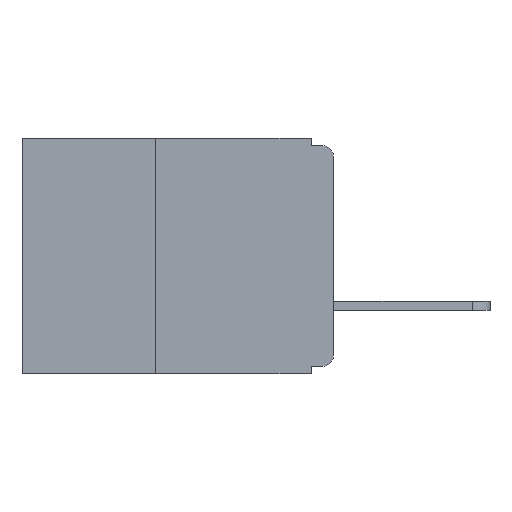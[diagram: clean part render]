
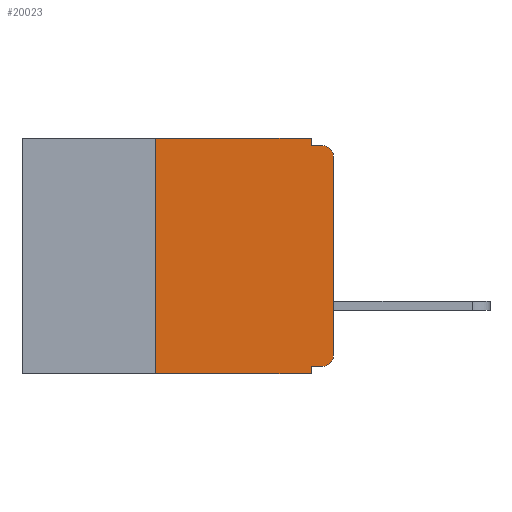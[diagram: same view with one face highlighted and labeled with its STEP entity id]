
A CAD part, left-side view. The second image highlights one B-rep face of the part: STEP entity #20023.
In plain terms, the highlighted planar face has unit normal (-1, 0, 0).
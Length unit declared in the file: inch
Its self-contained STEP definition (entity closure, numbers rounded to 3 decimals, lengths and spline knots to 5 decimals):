
#13 = VERTEX_POINT ( 'NONE', #16834 ) ;
#20 = CARTESIAN_POINT ( 'NONE',  ( 0., 0., -0.305 ) ) ;
#402 = CARTESIAN_POINT ( 'NONE',  ( 0., 0., -0.01 ) ) ;
#511 = ORIENTED_EDGE ( 'NONE', *, *, #18920, .T. ) ;
#544 = VECTOR ( 'NONE', #3502, 39.37008 ) ;
#1681 = DIRECTION ( 'NONE',  ( -1., 0., 0. ) ) ;
#1780 = CIRCLE ( 'NONE', #13515, 0.015 ) ;
#2322 = LINE ( 'NONE', #8004, #7250 ) ;
#2586 = CARTESIAN_POINT ( 'NONE',  ( 0., 0.031, -0.32 ) ) ;
#2938 = ORIENTED_EDGE ( 'NONE', *, *, #23446, .T. ) ;
#3389 = VECTOR ( 'NONE', #4776, 39.37008 ) ;
#3502 = DIRECTION ( 'NONE',  ( 0., -1., 0. ) ) ;
#3964 = VERTEX_POINT ( 'NONE', #19177 ) ;
#4441 = CARTESIAN_POINT ( 'NONE',  ( 0., 0., -0.025 ) ) ;
#4445 = EDGE_CURVE ( 'NONE', #13, #13344, #13018, .T. ) ;
#4572 = EDGE_LOOP ( 'NONE', ( #2938, #15064, #10808, #5071, #11987, #12618, #5514, #23471, #19456, #511 ) ) ;
#4622 = VERTEX_POINT ( 'NONE', #17372 ) ;
#4638 = EDGE_CURVE ( 'NONE', #3964, #10726, #10161, .T. ) ;
#4776 = DIRECTION ( 'NONE',  ( 0., 0., 1. ) ) ;
#4994 = CARTESIAN_POINT ( 'NONE',  ( 0., 0.25, -0.33 ) ) ;
#5071 = ORIENTED_EDGE ( 'NONE', *, *, #10650, .F. ) ;
#5514 = ORIENTED_EDGE ( 'NONE', *, *, #6524, .T. ) ;
#6524 = EDGE_CURVE ( 'NONE', #20527, #4622, #14052, .T. ) ;
#6852 = VECTOR ( 'NONE', #9800, 39.37008 ) ;
#7124 = CARTESIAN_POINT ( 'NONE',  ( 0., 0.015, -0.01 ) ) ;
#7250 = VECTOR ( 'NONE', #20633, 39.37008 ) ;
#7756 = VERTEX_POINT ( 'NONE', #4441 ) ;
#7933 = CARTESIAN_POINT ( 'NONE',  ( 0., 0.031, 0. ) ) ;
#8004 = CARTESIAN_POINT ( 'NONE',  ( 0., 0.25, -0.33 ) ) ;
#8196 = DIRECTION ( 'NONE',  ( 0., 0., -1. ) ) ;
#8315 = LINE ( 'NONE', #17540, #3389 ) ;
#8407 = VECTOR ( 'NONE', #17449, 39.37008 ) ;
#9078 = AXIS2_PLACEMENT_3D ( 'NONE', #9757, #22293, #11613 ) ;
#9192 = VECTOR ( 'NONE', #18730, 39.37008 ) ;
#9290 = VERTEX_POINT ( 'NONE', #14724 ) ;
#9757 = CARTESIAN_POINT ( 'NONE',  ( 0., 0.015, -0.305 ) ) ;
#9800 = DIRECTION ( 'NONE',  ( 0., 0., -1. ) ) ;
#9882 = CIRCLE ( 'NONE', #9078, 0.015 ) ;
#10161 = LINE ( 'NONE', #15634, #8407 ) ;
#10650 = EDGE_CURVE ( 'NONE', #15660, #13, #21253, .T. ) ;
#10726 = VERTEX_POINT ( 'NONE', #2586 ) ;
#10808 = ORIENTED_EDGE ( 'NONE', *, *, #4445, .F. ) ;
#10915 = PLANE ( 'NONE',  #12492 ) ;
#11613 = DIRECTION ( 'NONE',  ( 0., 0., -1. ) ) ;
#11987 = ORIENTED_EDGE ( 'NONE', *, *, #20666, .F. ) ;
#12492 = AXIS2_PLACEMENT_3D ( 'NONE', #18069, #23390, #12739 ) ;
#12618 = ORIENTED_EDGE ( 'NONE', *, *, #19687, .F. ) ;
#12707 = CARTESIAN_POINT ( 'NONE',  ( 0., 0.015, -0.025 ) ) ;
#12739 = DIRECTION ( 'NONE',  ( 0., 0., -1. ) ) ;
#13018 = LINE ( 'NONE', #402, #13581 ) ;
#13344 = VERTEX_POINT ( 'NONE', #7124 ) ;
#13515 = AXIS2_PLACEMENT_3D ( 'NONE', #12707, #1681, #14520 ) ;
#13581 = VECTOR ( 'NONE', #22164, 39.37008 ) ;
#13674 = VECTOR ( 'NONE', #8196, 39.37008 ) ;
#14052 = LINE ( 'NONE', #16958, #9192 ) ;
#14395 = FACE_OUTER_BOUND ( 'NONE', #4572, .T. ) ;
#14520 = DIRECTION ( 'NONE',  ( 0., 0., -1. ) ) ;
#14724 = CARTESIAN_POINT ( 'NONE',  ( 0., 0.25, 0. ) ) ;
#15064 = ORIENTED_EDGE ( 'NONE', *, *, #19361, .T. ) ;
#15544 = CARTESIAN_POINT ( 'NONE',  ( 0., 0.031, -0.33 ) ) ;
#15634 = CARTESIAN_POINT ( 'NONE',  ( 0., 0., -0.32 ) ) ;
#15660 = VERTEX_POINT ( 'NONE', #18357 ) ;
#16338 = CARTESIAN_POINT ( 'NONE',  ( 0., 0.437, 0. ) ) ;
#16834 = CARTESIAN_POINT ( 'NONE',  ( 0., 0.031, -0.01 ) ) ;
#16958 = CARTESIAN_POINT ( 'NONE',  ( 0., 0.437, -0.33 ) ) ;
#17310 = EDGE_CURVE ( 'NONE', #10726, #4622, #18437, .T. ) ;
#17372 = CARTESIAN_POINT ( 'NONE',  ( 0., 0.031, -0.33 ) ) ;
#17449 = DIRECTION ( 'NONE',  ( 0., 1., 0. ) ) ;
#17540 = CARTESIAN_POINT ( 'NONE',  ( 0., 0., 0. ) ) ;
#18069 = CARTESIAN_POINT ( 'NONE',  ( 0., 0.437, 0. ) ) ;
#18357 = CARTESIAN_POINT ( 'NONE',  ( 0., 0.031, 0. ) ) ;
#18437 = LINE ( 'NONE', #15544, #13674 ) ;
#18730 = DIRECTION ( 'NONE',  ( 0., -1., 0. ) ) ;
#18920 = EDGE_CURVE ( 'NONE', #3964, #23087, #9882, .T. ) ;
#19177 = CARTESIAN_POINT ( 'NONE',  ( 0., 0.015, -0.32 ) ) ;
#19361 = EDGE_CURVE ( 'NONE', #7756, #13344, #1780, .T. ) ;
#19456 = ORIENTED_EDGE ( 'NONE', *, *, #4638, .F. ) ;
#19687 = EDGE_CURVE ( 'NONE', #20527, #9290, #2322, .T. ) ;
#20023 = ADVANCED_FACE ( 'NONE', ( #14395 ), #10915, .F. ) ;
#20527 = VERTEX_POINT ( 'NONE', #4994 ) ;
#20633 = DIRECTION ( 'NONE',  ( 0., 0., 1. ) ) ;
#20666 = EDGE_CURVE ( 'NONE', #9290, #15660, #23505, .T. ) ;
#21253 = LINE ( 'NONE', #7933, #6852 ) ;
#22164 = DIRECTION ( 'NONE',  ( 0., -1., 0. ) ) ;
#22293 = DIRECTION ( 'NONE',  ( -1., 0., 0. ) ) ;
#23087 = VERTEX_POINT ( 'NONE', #20 ) ;
#23390 = DIRECTION ( 'NONE',  ( 1., 0., 0. ) ) ;
#23446 = EDGE_CURVE ( 'NONE', #23087, #7756, #8315, .T. ) ;
#23471 = ORIENTED_EDGE ( 'NONE', *, *, #17310, .F. ) ;
#23505 = LINE ( 'NONE', #16338, #544 ) ;
